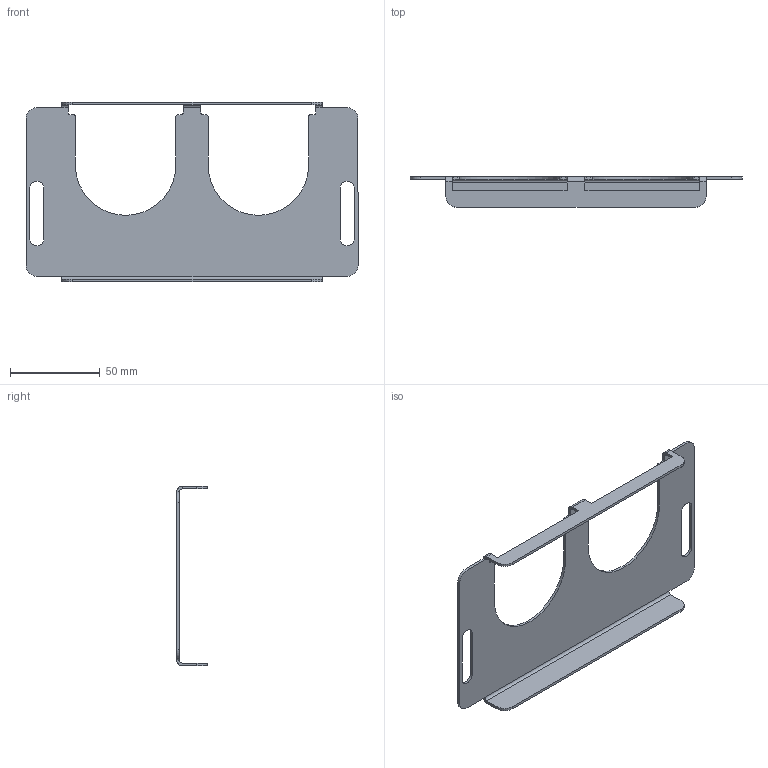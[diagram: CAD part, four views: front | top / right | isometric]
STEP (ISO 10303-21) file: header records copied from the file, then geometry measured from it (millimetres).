
FILE_DESCRIPTION (( 'STEP AP214' ), '1' );
FILE_NAME ('923.409.STEP', '2025-04-10T09:38:01', ( '' ), ( '' ), 'SwSTEP 2.0', 'SolidWorks 2021', '' );
FILE_SCHEMA (( 'AUTOMOTIVE_DESIGN' ));
Length unit declared in the file: millimetre
Products named in the file (1): 923.409
Bounding box: 185 x 17 x 100 mm (x, y, z)
Volume: 21991.8 mm3; surface area: 31195.1 mm2
Topology: 1 solids, 1 shells, 78 faces, 212 edges, 132 vertices
Faces by surface type: plane 46, cylinder 32
Entity records: 2486 total; most frequent: DIRECTION 434, ORIENTED_EDGE 424, CARTESIAN_POINT 423, EDGE_CURVE 212, LINE 148, VECTOR 148, AXIS2_PLACEMENT_3D 143, VERTEX_POINT 132
